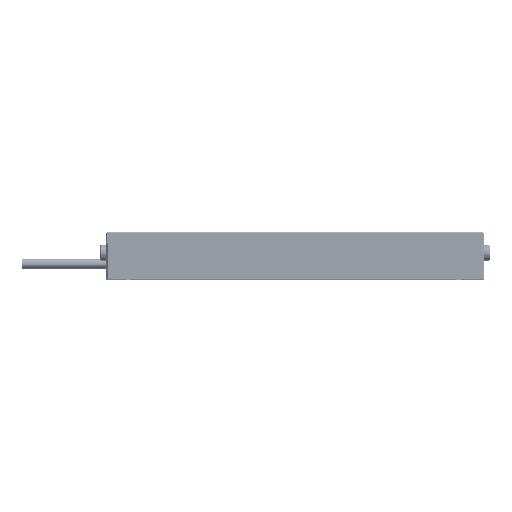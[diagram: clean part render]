
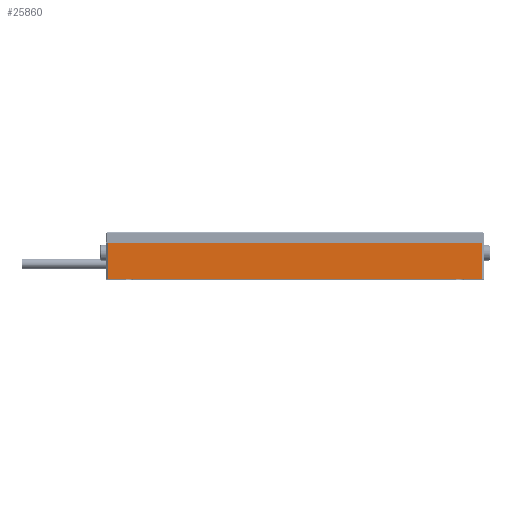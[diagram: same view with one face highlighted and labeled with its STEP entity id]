
A CAD part, top view. The second image highlights one B-rep face of the part: STEP entity #25860.
In plain terms, the highlighted planar face has unit normal (0, 0, 1).
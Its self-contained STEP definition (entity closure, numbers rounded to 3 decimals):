
#4896 = FACE_OUTER_BOUND ( 'NONE', #32852, .T. ) ;
#6506 = VERTEX_POINT ( 'NONE', #46455 ) ;
#10796 = VERTEX_POINT ( 'NONE', #35924 ) ;
#13833 = CARTESIAN_POINT ( 'NONE',  ( 59.5, 11.5, 35. ) ) ;
#14566 = CARTESIAN_POINT ( 'NONE',  ( -66.708, 11.5, 35. ) ) ;
#15864 = CARTESIAN_POINT ( 'NONE',  ( 59.5, 0., 35. ) ) ;
#17492 = DIRECTION ( 'NONE',  ( -1., 0., 0. ) ) ;
#20100 = VERTEX_POINT ( 'NONE', #13833 ) ;
#20921 = VERTEX_POINT ( 'NONE', #15864 ) ;
#25630 = ORIENTED_EDGE ( 'NONE', *, *, #32739, .T. ) ;
#25860 = ADVANCED_FACE ( 'NONE', ( #4896 ), #29725, .F. ) ;
#27076 = LINE ( 'NONE', #51900, #40383 ) ;
#27135 = VECTOR ( 'NONE', #39407, 1000. ) ;
#29725 = PLANE ( 'NONE',  #41474 ) ;
#29941 = EDGE_CURVE ( 'NONE', #10796, #20100, #45500, .T. ) ;
#32739 = EDGE_CURVE ( 'NONE', #6506, #20921, #46822, .T. ) ;
#32852 = EDGE_LOOP ( 'NONE', ( #25630, #48553, #61847, #62520 ) ) ;
#35620 = DIRECTION ( 'NONE',  ( 0., 1., 0. ) ) ;
#35924 = CARTESIAN_POINT ( 'NONE',  ( -59.5, 11.5, 35. ) ) ;
#39407 = DIRECTION ( 'NONE',  ( 1., 0., 0. ) ) ;
#40383 = VECTOR ( 'NONE', #76750, 1000. ) ;
#41474 = AXIS2_PLACEMENT_3D ( 'NONE', #41527, #77773, #17492 ) ;
#41527 = CARTESIAN_POINT ( 'NONE',  ( -60., 5.5, 35. ) ) ;
#45500 = LINE ( 'NONE', #14566, #27135 ) ;
#46455 = CARTESIAN_POINT ( 'NONE',  ( -59.5, 0., 35. ) ) ;
#46822 = LINE ( 'NONE', #52930, #55907 ) ;
#48553 = ORIENTED_EDGE ( 'NONE', *, *, #63733, .T. ) ;
#49146 = VECTOR ( 'NONE', #35620, 1000. ) ;
#51900 = CARTESIAN_POINT ( 'NONE',  ( -59.5, 5.5, 35. ) ) ;
#52930 = CARTESIAN_POINT ( 'NONE',  ( -60., 0., 35. ) ) ;
#53535 = CARTESIAN_POINT ( 'NONE',  ( 59.5, 5.5, 35. ) ) ;
#55907 = VECTOR ( 'NONE', #66779, 1000. ) ;
#60050 = LINE ( 'NONE', #53535, #49146 ) ;
#61847 = ORIENTED_EDGE ( 'NONE', *, *, #29941, .F. ) ;
#62520 = ORIENTED_EDGE ( 'NONE', *, *, #71527, .T. ) ;
#63733 = EDGE_CURVE ( 'NONE', #20921, #20100, #60050, .T. ) ;
#66779 = DIRECTION ( 'NONE',  ( 1., 0., 0. ) ) ;
#71527 = EDGE_CURVE ( 'NONE', #10796, #6506, #27076, .T. ) ;
#76750 = DIRECTION ( 'NONE',  ( 0., -1., 0. ) ) ;
#77773 = DIRECTION ( 'NONE',  ( 0., 0., -1. ) ) ;
